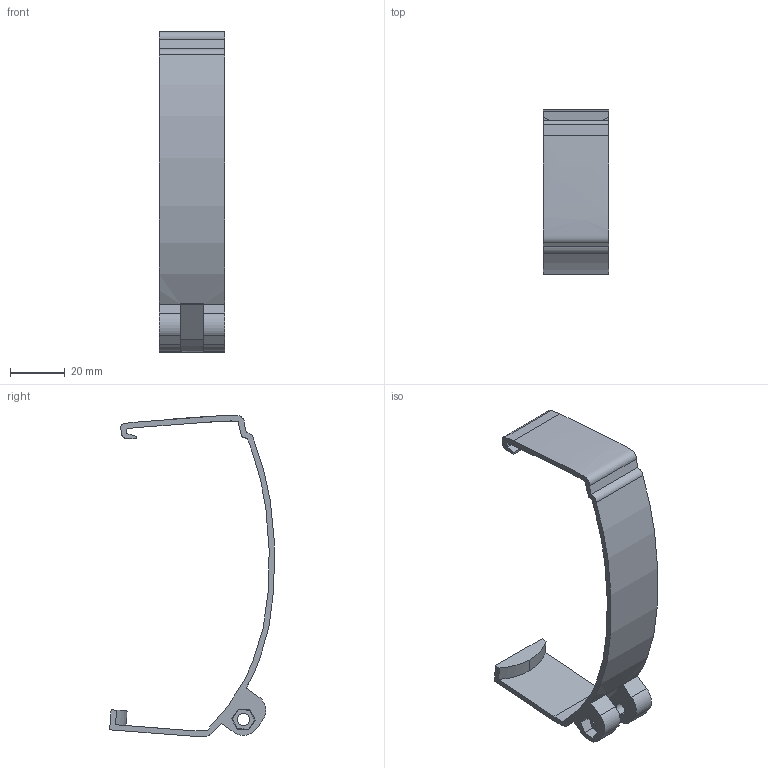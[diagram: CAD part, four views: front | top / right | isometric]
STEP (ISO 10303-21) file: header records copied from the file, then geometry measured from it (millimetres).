
FILE_DESCRIPTION (( 'STEP AP203' ), '1' );
FILE_NAME ('PSVR2 Clip.STEP', '2025-06-10T17:47:36', ( '' ), ( '' ), 'SwSTEP 2.0', 'SolidWorks 2024', '' );
FILE_SCHEMA (( 'CONFIG_CONTROL_DESIGN' ));
Length unit declared in the file: millimetre
Products named in the file (1): PSVR2 Clip
Bounding box: 24 x 59.94 x 116.74 mm (x, y, z)
Volume: 16435.4 mm3; surface area: 12393.5 mm2
Topology: 1 solids, 1 shells, 50 faces, 137 edges, 90 vertices
Faces by surface type: plane 30, cylinder 14, bspline 6
Entity records: 2434 total; most frequent: CARTESIAN_POINT 1092, ORIENTED_EDGE 274, DIRECTION 243, EDGE_CURVE 137, LINE 97, VECTOR 97, VERTEX_POINT 90, AXIS2_PLACEMENT_3D 73
